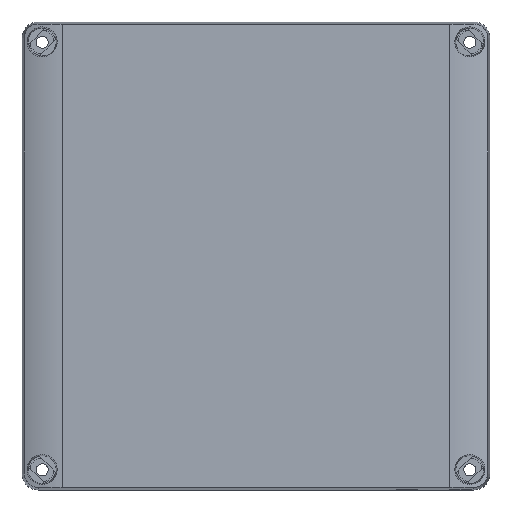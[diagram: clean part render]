
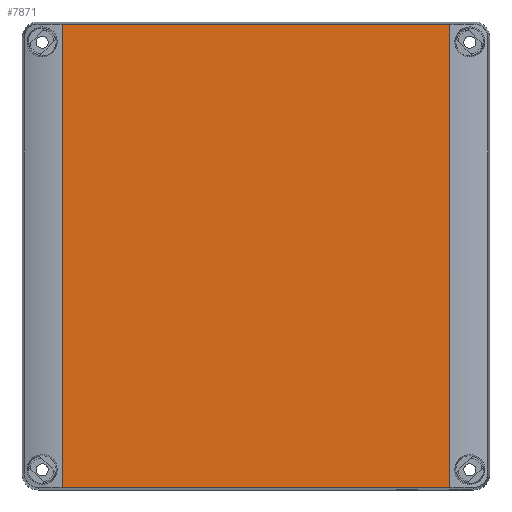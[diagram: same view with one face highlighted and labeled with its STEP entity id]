
A CAD part, top view. The second image highlights one B-rep face of the part: STEP entity #7871.
In plain terms, the highlighted planar face has unit normal (0, 0, 1).
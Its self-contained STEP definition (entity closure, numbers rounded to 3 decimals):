
#7851=AXIS2_PLACEMENT_3D('Plane Axis2P3D',#7848,#7849,#7850) ;
#7363=CARTESIAN_POINT('Vertex',(160.,0.873,100.)) ;
#7368=CARTESIAN_POINT('Line Origine',(87.5,0.873,100.)) ;
#7372=CARTESIAN_POINT('Vertex',(15.,0.873,100.)) ;
#7651=CARTESIAN_POINT('Vertex',(160.,174.127,100.)) ;
#7656=CARTESIAN_POINT('Line Origine',(160.,0.,100.)) ;
#7848=CARTESIAN_POINT('Axis2P3D Location',(15.,0.,100.)) ;
#7853=CARTESIAN_POINT('Line Origine',(87.5,174.127,100.)) ;
#7857=CARTESIAN_POINT('Vertex',(15.,174.127,100.)) ;
#7860=CARTESIAN_POINT('Line Origine',(15.,87.5,100.)) ;
#7369=DIRECTION('Vector Direction',(1.,0.,0.)) ;
#7657=DIRECTION('Vector Direction',(0.,1.,0.)) ;
#7849=DIRECTION('Axis2P3D Direction',(0.,0.,1.)) ;
#7850=DIRECTION('Axis2P3D XDirection',(1.,0.,0.)) ;
#7854=DIRECTION('Vector Direction',(1.,0.,0.)) ;
#7861=DIRECTION('Vector Direction',(0.,1.,0.)) ;
#7370=VECTOR('Line Direction',#7369,1.) ;
#7658=VECTOR('Line Direction',#7657,1.) ;
#7855=VECTOR('Line Direction',#7854,1.) ;
#7862=VECTOR('Line Direction',#7861,1.) ;
#7866=ORIENTED_EDGE('',*,*,#7660,.T.) ;
#7867=ORIENTED_EDGE('',*,*,#7859,.F.) ;
#7868=ORIENTED_EDGE('',*,*,#7864,.F.) ;
#7869=ORIENTED_EDGE('',*,*,#7374,.T.) ;
#7871=ADVANCED_FACE('DE_MPC_17-17-10\\MANIFOLD_SOLID_BREP #46657',(#7870),#7852,.T.) ;
#7374=EDGE_CURVE('',#7373,#7364,#7371,.T.) ;
#7660=EDGE_CURVE('',#7364,#7652,#7659,.T.) ;
#7859=EDGE_CURVE('',#7858,#7652,#7856,.T.) ;
#7864=EDGE_CURVE('',#7373,#7858,#7863,.T.) ;
#7865=EDGE_LOOP('',(#7866,#7867,#7868,#7869)) ;
#7870=FACE_OUTER_BOUND('',#7865,.T.) ;
#7371=LINE('Line',#7368,#7370) ;
#7659=LINE('Line',#7656,#7658) ;
#7856=LINE('Line',#7853,#7855) ;
#7863=LINE('Line',#7860,#7862) ;
#7852=PLANE('',#7851) ;
#7364=VERTEX_POINT('',#7363) ;
#7373=VERTEX_POINT('',#7372) ;
#7652=VERTEX_POINT('',#7651) ;
#7858=VERTEX_POINT('',#7857) ;
